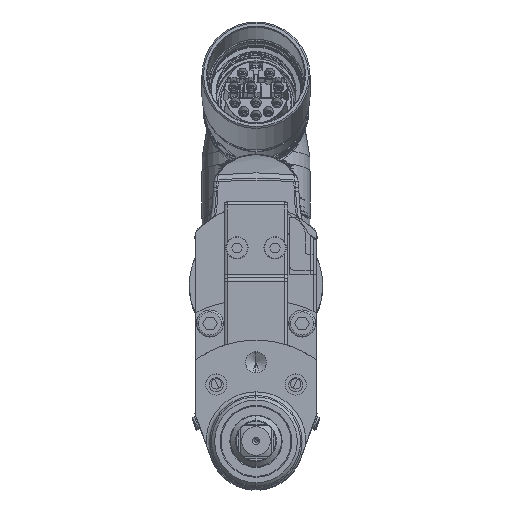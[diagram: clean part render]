
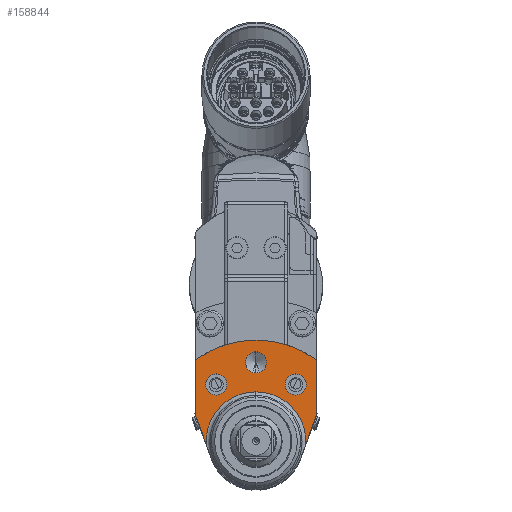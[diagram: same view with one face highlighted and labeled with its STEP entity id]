
A CAD part, top view. The second image highlights one B-rep face of the part: STEP entity #158844.
In plain terms, the highlighted planar face has unit normal (0, 0, 1).
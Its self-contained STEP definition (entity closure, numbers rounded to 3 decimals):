
#156370=CARTESIAN_POINT('',(0.,25.,78.));
#156371=DIRECTION('',(0.,0.,1.));
#156372=DIRECTION('',(1.,0.,0.));
#156373=AXIS2_PLACEMENT_3D('',#156370,#156371,#156372);
#156378=CARTESIAN_POINT('',(0.,25.,78.));
#156379=DIRECTION('',(0.,0.,1.));
#156380=DIRECTION('',(-1.,0.,0.));
#156381=AXIS2_PLACEMENT_3D('',#156378,#156379,#156380);
#156386=CARTESIAN_POINT('',(-12.5,18.,78.));
#156387=DIRECTION('',(0.,0.,1.));
#156388=DIRECTION('',(1.,0.,0.));
#156389=AXIS2_PLACEMENT_3D('',#156386,#156387,#156388);
#156394=CARTESIAN_POINT('',(-12.5,18.,78.));
#156395=DIRECTION('',(0.,0.,1.));
#156396=DIRECTION('',(-1.,0.,0.));
#156397=AXIS2_PLACEMENT_3D('',#156394,#156395,#156396);
#156402=CARTESIAN_POINT('',(12.5,18.,78.));
#156403=DIRECTION('',(0.,0.,1.));
#156404=DIRECTION('',(1.,0.,0.));
#156405=AXIS2_PLACEMENT_3D('',#156402,#156403,#156404);
#156410=CARTESIAN_POINT('',(12.5,18.,78.));
#156411=DIRECTION('',(0.,0.,1.));
#156412=DIRECTION('',(-1.,0.,0.));
#156413=AXIS2_PLACEMENT_3D('',#156410,#156411,#156412);
#156418=CARTESIAN_POINT('',(0.,0.,78.));
#156419=DIRECTION('',(0.,0.,-1.));
#156420=DIRECTION('',(0.,1.,0.));
#156421=AXIS2_PLACEMENT_3D('',#156418,#156419,#156420);
#156426=CARTESIAN_POINT('',(0.,0.,78.));
#156427=DIRECTION('',(0.,0.,-1.));
#156428=DIRECTION('',(-0.999,-0.049,0.));
#156429=AXIS2_PLACEMENT_3D('',#156426,#156427,#156428);
#156434=DIRECTION('',(-0.342,0.94,0.));
#156435=VECTOR('',#156434,9.704);
#156436=CARTESIAN_POINT('',(-15.681,-0.774,78.));
#156437=LINE('',#156436,#156435);
#156441=DIRECTION('',(0.,1.,0.));
#156442=VECTOR('',#156441,17.404);
#156443=CARTESIAN_POINT('',(-19.,8.345,78.));
#156444=LINE('',#156443,#156442);
#156448=CARTESIAN_POINT('',(0.,0.,78.));
#156449=DIRECTION('',(0.,0.,-1.));
#156450=DIRECTION('',(-0.594,0.805,0.));
#156451=AXIS2_PLACEMENT_3D('',#156448,#156449,#156450);
#156456=DIRECTION('',(0.,-1.,0.));
#156457=VECTOR('',#156456,17.404);
#156458=CARTESIAN_POINT('',(19.,25.749,78.));
#156459=LINE('',#156458,#156457);
#156463=DIRECTION('',(-0.342,-0.94,0.));
#156464=VECTOR('',#156463,9.704);
#156465=CARTESIAN_POINT('',(19.,8.345,78.));
#156466=LINE('',#156465,#156464);
#157426=CARTESIAN_POINT('',(-19.,8.345,78.));
#157427=CARTESIAN_POINT('',(-19.,25.749,78.));
#157428=VERTEX_POINT('',#157426);
#157429=VERTEX_POINT('',#157427);
#157430=CARTESIAN_POINT('',(19.,25.749,78.));
#157431=VERTEX_POINT('',#157430);
#157432=CARTESIAN_POINT('',(19.,8.345,78.));
#157433=VERTEX_POINT('',#157432);
#157474=CARTESIAN_POINT('',(3.324,25.,78.));
#157475=CARTESIAN_POINT('',(-3.324,25.,78.));
#157476=VERTEX_POINT('',#157474);
#157477=VERTEX_POINT('',#157475);
#157602=CARTESIAN_POINT('',(0.,15.7,78.));
#157603=CARTESIAN_POINT('',(15.681,-0.775,78.));
#157604=VERTEX_POINT('',#157602);
#157605=VERTEX_POINT('',#157603);
#157606=CARTESIAN_POINT('',(-15.681,-0.775,78.));
#157607=VERTEX_POINT('',#157606);
#157747=CARTESIAN_POINT('',(-9.177,18.,78.));
#157748=CARTESIAN_POINT('',(-15.824,18.,78.));
#157749=VERTEX_POINT('',#157747);
#157750=VERTEX_POINT('',#157748);
#157755=CARTESIAN_POINT('',(15.824,18.,78.));
#157756=CARTESIAN_POINT('',(9.177,18.,78.));
#157757=VERTEX_POINT('',#157755);
#157758=VERTEX_POINT('',#157756);
#158806=CARTESIAN_POINT('',(0.,0.,78.));
#158807=DIRECTION('',(0.,0.,1.));
#158808=DIRECTION('',(0.,1.,0.));
#158809=AXIS2_PLACEMENT_3D('',#158806,#158807,#158808);
#158810=PLANE('',#158809);
#158812=ORIENTED_EDGE('',*,*,#158811,.F.);
#158814=ORIENTED_EDGE('',*,*,#158813,.F.);
#158815=ORIENTED_EDGE('',*,*,#158795,.T.);
#158817=ORIENTED_EDGE('',*,*,#158816,.T.);
#158819=ORIENTED_EDGE('',*,*,#158818,.T.);
#158821=ORIENTED_EDGE('',*,*,#158820,.T.);
#158823=ORIENTED_EDGE('',*,*,#158822,.T.);
#158824=EDGE_LOOP('',(#158812,#158814,#158815,#158817,#158819,#158821,#158823));
#158825=FACE_OUTER_BOUND('',#158824,.F.);
#158827=ORIENTED_EDGE('',*,*,#158826,.T.);
#158829=ORIENTED_EDGE('',*,*,#158828,.T.);
#158830=EDGE_LOOP('',(#158827,#158829));
#158831=FACE_BOUND('',#158830,.F.);
#158833=ORIENTED_EDGE('',*,*,#158832,.T.);
#158835=ORIENTED_EDGE('',*,*,#158834,.T.);
#158836=EDGE_LOOP('',(#158833,#158835));
#158837=FACE_BOUND('',#158836,.F.);
#158839=ORIENTED_EDGE('',*,*,#158838,.T.);
#158841=ORIENTED_EDGE('',*,*,#158840,.T.);
#158842=EDGE_LOOP('',(#158839,#158841));
#158843=FACE_BOUND('',#158842,.F.);
#156374=CIRCLE('',#156373,3.324);
#156382=CIRCLE('',#156381,3.324);
#156390=CIRCLE('',#156389,3.324);
#156398=CIRCLE('',#156397,3.324);
#156406=CIRCLE('',#156405,3.324);
#156414=CIRCLE('',#156413,3.324);
#156422=CIRCLE('',#156421,15.7);
#156430=CIRCLE('',#156429,15.7);
#156452=CIRCLE('',#156451,32.);
#158795=EDGE_CURVE('',#157607,#157428,#156437,.T.);
#158811=EDGE_CURVE('',#157604,#157605,#156422,.T.);
#158813=EDGE_CURVE('',#157607,#157604,#156430,.T.);
#158816=EDGE_CURVE('',#157428,#157429,#156444,.T.);
#158818=EDGE_CURVE('',#157429,#157431,#156452,.T.);
#158820=EDGE_CURVE('',#157431,#157433,#156459,.T.);
#158822=EDGE_CURVE('',#157433,#157605,#156466,.T.);
#158826=EDGE_CURVE('',#157749,#157750,#156390,.T.);
#158828=EDGE_CURVE('',#157750,#157749,#156398,.T.);
#158832=EDGE_CURVE('',#157757,#157758,#156406,.T.);
#158834=EDGE_CURVE('',#157758,#157757,#156414,.T.);
#158838=EDGE_CURVE('',#157476,#157477,#156374,.T.);
#158840=EDGE_CURVE('',#157477,#157476,#156382,.T.);
#158844=ADVANCED_FACE('',(#158825,#158831,#158837,#158843),#158810,.T.);
